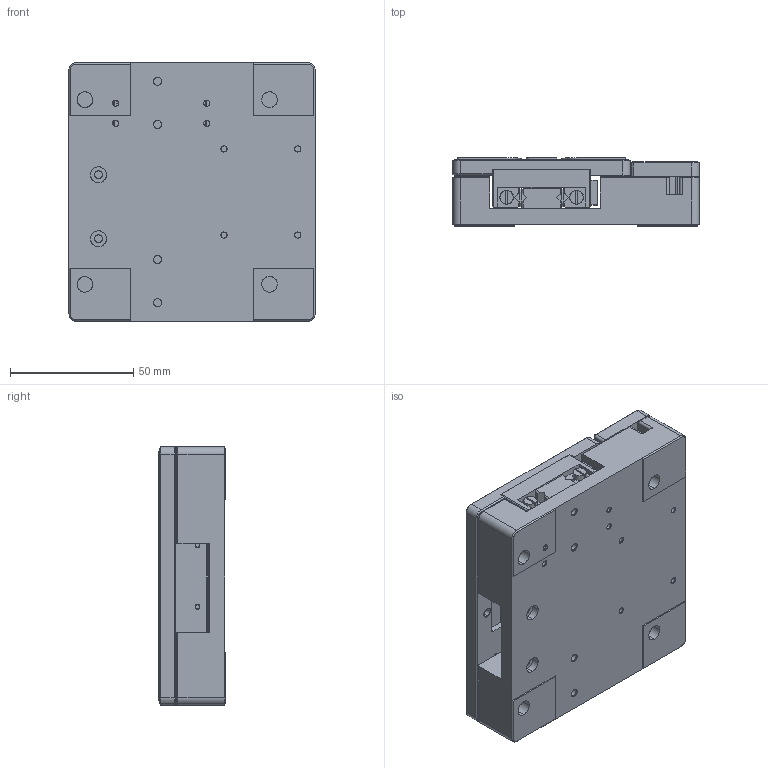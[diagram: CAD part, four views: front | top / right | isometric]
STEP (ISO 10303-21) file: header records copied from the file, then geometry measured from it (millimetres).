
FILE_DESCRIPTION (( 'STEP AP214' ), '1' );
FILE_NAME ('GU-LS3T系列平移台 台面尺寸=70×105mm.STEP', '2020-12-17T04:00:29', ( '' ), ( '' ), 'SwSTEP 2.0', 'SolidWorks 2019', '' );
FILE_SCHEMA (( 'AUTOMOTIVE_DESIGN' ));
Length unit declared in the file: millimetre
Products named in the file (1): GU-LS3T系列平移台 台面尺寸=70×105mm
Bounding box: 100 x 27.5 x 105 mm (x, y, z)
Surface area: 96042.5 mm2 (no closed solid volume)
Topology: 0 solids, 62 shells, 1293 faces, 3372 edges, 2202 vertices
Faces by surface type: plane 579, cylinder 415, bspline 165, cone 134
Entity records: 48705 total; most frequent: CARTESIAN_POINT 17532, ORIENTED_EDGE 6466, DIRECTION 5688, EDGE_CURVE 3348, VERTEX_POINT 2202, AXIS2_PLACEMENT_3D 1964, VECTOR 1760, LINE 1760
